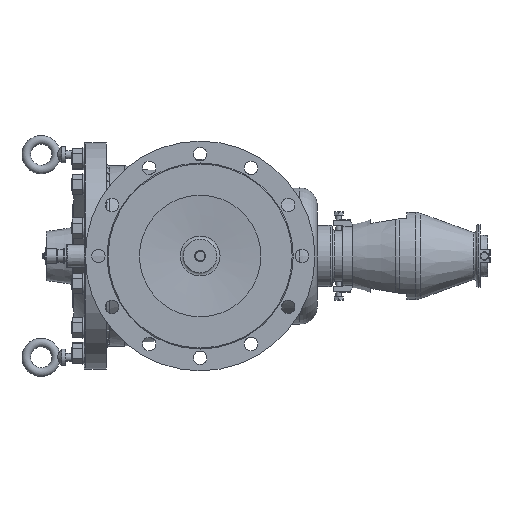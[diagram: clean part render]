
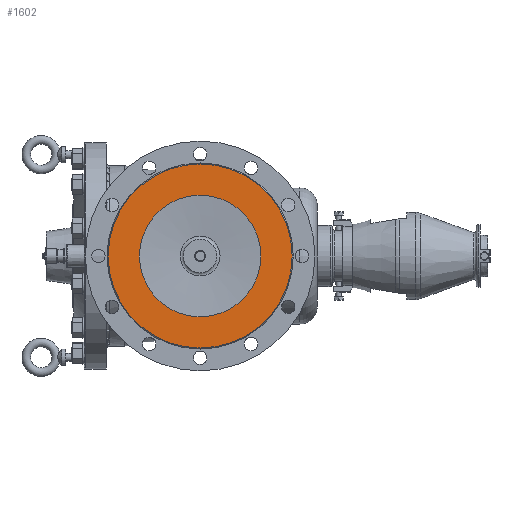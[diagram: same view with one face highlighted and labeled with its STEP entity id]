
A CAD part, left-side view. The second image highlights one B-rep face of the part: STEP entity #1602.
In plain terms, the highlighted planar face has unit normal (-1, 0, 0).
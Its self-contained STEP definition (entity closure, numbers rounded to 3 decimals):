
#1602 = ADVANCED_FACE( '', ( #3550, #3551 ), #3552, .F. );
#3550 = FACE_BOUND( '', #5640, .T. );
#3551 = FACE_OUTER_BOUND( '', #5641, .T. );
#3552 = PLANE( '', #5642 );
#5640 = EDGE_LOOP( '', ( #9965 ) );
#5641 = EDGE_LOOP( '', ( #9966 ) );
#5642 = AXIS2_PLACEMENT_3D( '', #9967, #9968, #9969 );
#9965 = ORIENTED_EDGE( '', *, *, #12131, .F. );
#9966 = ORIENTED_EDGE( '', *, *, #10853, .T. );
#9967 = CARTESIAN_POINT( '', ( -344., -158.268, 0. ) );
#9968 = DIRECTION( '', ( 1., 0., 0. ) );
#9969 = DIRECTION( '', ( 0., 0., -1. ) );
#10853 = EDGE_CURVE( '', #12862, #12862, #12863, .T. );
#12131 = EDGE_CURVE( '', #14713, #14713, #14714, .T. );
#12862 = VERTEX_POINT( '', #16335 );
#12863 = CIRCLE( '', #16336, 158.268 );
#14713 = VERTEX_POINT( '', #21009 );
#14714 = CIRCLE( '', #21010, 104.5 );
#16335 = CARTESIAN_POINT( '', ( -344., 0., 158.268 ) );
#16336 = AXIS2_PLACEMENT_3D( '', #21613, #21614, #21615 );
#21009 = CARTESIAN_POINT( '', ( -344., 0., 104.5 ) );
#21010 = AXIS2_PLACEMENT_3D( '', #22958, #22959, #22960 );
#21613 = CARTESIAN_POINT( '', ( -344., 0., 0. ) );
#21614 = DIRECTION( '', ( -1., 0., 0. ) );
#21615 = DIRECTION( '', ( 0., 0., 1. ) );
#22958 = CARTESIAN_POINT( '', ( -344., 0., 0. ) );
#22959 = DIRECTION( '', ( -1., 0., 0. ) );
#22960 = DIRECTION( '', ( 0., 0., 1. ) );
